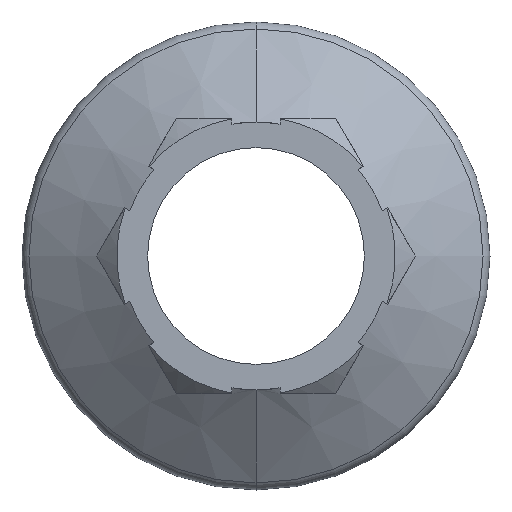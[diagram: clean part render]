
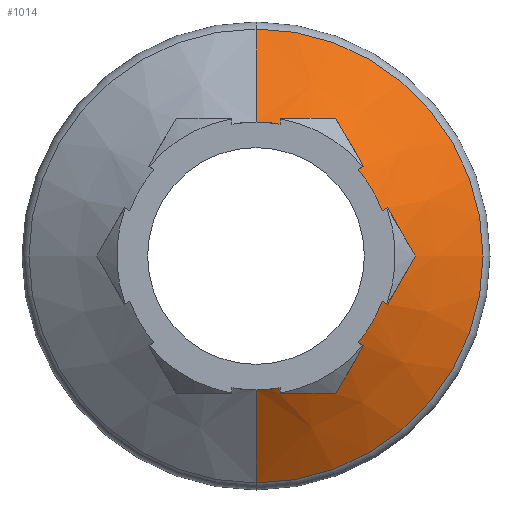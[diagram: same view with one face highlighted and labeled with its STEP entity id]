
A CAD part, front view. The second image highlights one B-rep face of the part: STEP entity #1014.
In plain terms, the highlighted conical face has half-angle 55 degrees and reference radius 4.504 mm.
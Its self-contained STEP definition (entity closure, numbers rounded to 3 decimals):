
#120=CARTESIAN_POINT('',(0.6,4.758,3.288));
#121=CARTESIAN_POINT('',(0.6,4.775,3.314));
#122=CARTESIAN_POINT('',(0.6,4.811,3.365));
#123=CARTESIAN_POINT('',(0.6,4.846,3.416));
#124=CARTESIAN_POINT('',(0.6,4.864,3.442));
#132=CARTESIAN_POINT('',(0.,4.758,0.));
#133=DIRECTION('',(0.,1.,0.));
#134=DIRECTION('',(0.,0.,1.));
#135=AXIS2_PLACEMENT_3D('',#132,#133,#134);
#137=CARTESIAN_POINT('',(0.,4.758,0.));
#138=DIRECTION('',(0.,1.,0.));
#139=DIRECTION('',(0.18,0.,-0.984));
#140=AXIS2_PLACEMENT_3D('',#137,#138,#139);
#142=CARTESIAN_POINT('',(0.,4.758,0.));
#143=DIRECTION('',(0.,1.,0.));
#144=DIRECTION('',(0.942,0.,-0.336));
#145=AXIS2_PLACEMENT_3D('',#142,#143,#144);
#147=CARTESIAN_POINT('',(0.,4.758,0.));
#148=DIRECTION('',(0.,1.,0.));
#149=DIRECTION('',(0.762,0.,0.647));
#150=AXIS2_PLACEMENT_3D('',#147,#148,#149);
#152=CARTESIAN_POINT('',(1.988,5.201,3.442));
#153=CARTESIAN_POINT('',(1.864,5.157,3.442));
#154=CARTESIAN_POINT('',(1.622,5.079,3.442));
#155=CARTESIAN_POINT('',(1.276,4.985,3.442));
#156=CARTESIAN_POINT('',(0.936,4.912,3.442));
#157=CARTESIAN_POINT('',(0.712,4.878,3.442));
#158=CARTESIAN_POINT('',(0.6,4.864,3.442));
#196=CARTESIAN_POINT('',(3.975,5.201,0.));
#197=CARTESIAN_POINT('',(3.913,5.157,0.108));
#198=CARTESIAN_POINT('',(3.791,5.078,0.318));
#199=CARTESIAN_POINT('',(3.618,4.984,0.618));
#200=CARTESIAN_POINT('',(3.449,4.912,0.912));
#201=CARTESIAN_POINT('',(3.337,4.877,1.105));
#202=CARTESIAN_POINT('',(3.281,4.864,1.202));
#216=CARTESIAN_POINT('',(2.681,4.864,2.241));
#217=CARTESIAN_POINT('',(2.626,4.877,2.337));
#218=CARTESIAN_POINT('',(2.514,4.912,2.531));
#219=CARTESIAN_POINT('',(2.344,4.984,2.824));
#220=CARTESIAN_POINT('',(2.171,5.078,3.124));
#221=CARTESIAN_POINT('',(2.05,5.157,3.335));
#222=CARTESIAN_POINT('',(1.988,5.201,3.442));
#240=CARTESIAN_POINT('',(1.988,5.201,-3.442));
#241=CARTESIAN_POINT('',(2.05,5.157,-3.335));
#242=CARTESIAN_POINT('',(2.171,5.078,-3.124));
#243=CARTESIAN_POINT('',(2.344,4.984,-2.824));
#244=CARTESIAN_POINT('',(2.514,4.912,-2.531));
#245=CARTESIAN_POINT('',(2.626,4.877,-2.337));
#246=CARTESIAN_POINT('',(2.681,4.864,-2.241));
#260=CARTESIAN_POINT('',(3.281,4.864,-1.202));
#261=CARTESIAN_POINT('',(3.337,4.877,-1.105));
#262=CARTESIAN_POINT('',(3.449,4.912,-0.912));
#263=CARTESIAN_POINT('',(3.618,4.984,-0.618));
#264=CARTESIAN_POINT('',(3.791,5.078,-0.318));
#265=CARTESIAN_POINT('',(3.913,5.157,-0.108));
#266=CARTESIAN_POINT('',(3.975,5.201,0.));
#284=CARTESIAN_POINT('',(0.6,4.864,-3.442));
#285=CARTESIAN_POINT('',(0.712,4.878,-3.442));
#286=CARTESIAN_POINT('',(0.938,4.912,-3.442));
#287=CARTESIAN_POINT('',(1.279,4.985,-3.442));
#288=CARTESIAN_POINT('',(1.624,5.08,-3.442));
#289=CARTESIAN_POINT('',(1.865,5.158,-3.442));
#290=CARTESIAN_POINT('',(1.988,5.201,-3.442));
#328=CARTESIAN_POINT('',(0.6,4.864,-3.442));
#329=CARTESIAN_POINT('',(0.6,4.846,-3.416));
#330=CARTESIAN_POINT('',(0.6,4.811,-3.365));
#331=CARTESIAN_POINT('',(0.6,4.775,-3.314));
#332=CARTESIAN_POINT('',(0.6,4.758,-3.288));
#363=DIRECTION('',(0.,0.574,-0.819));
#364=VECTOR('',#363,2.836);
#365=CARTESIAN_POINT('',(0.,4.758,-3.342));
#366=LINE('',#365,#364);
#367=DIRECTION('',(0.,0.574,0.819));
#368=VECTOR('',#367,2.836);
#369=CARTESIAN_POINT('',(0.,4.758,3.342));
#370=LINE('',#369,#368);
#555=CARTESIAN_POINT('',(0.,6.384,0.));
#556=DIRECTION('',(0.,-1.,0.));
#557=DIRECTION('',(0.,0.,-1.));
#558=AXIS2_PLACEMENT_3D('',#555,#556,#557);
#608=CARTESIAN_POINT('',(2.548,4.758,-2.164));
#609=CARTESIAN_POINT('',(2.57,4.775,-2.176));
#610=CARTESIAN_POINT('',(2.614,4.811,-2.202));
#611=CARTESIAN_POINT('',(2.659,4.846,-2.228));
#612=CARTESIAN_POINT('',(2.681,4.864,-2.241));
#624=CARTESIAN_POINT('',(3.281,4.864,-1.202));
#625=CARTESIAN_POINT('',(3.259,4.846,-1.189));
#626=CARTESIAN_POINT('',(3.214,4.811,-1.163));
#627=CARTESIAN_POINT('',(3.17,4.775,-1.137));
#628=CARTESIAN_POINT('',(3.148,4.758,-1.124));
#640=CARTESIAN_POINT('',(3.148,4.758,1.124));
#641=CARTESIAN_POINT('',(3.17,4.775,1.137));
#642=CARTESIAN_POINT('',(3.214,4.811,1.163));
#643=CARTESIAN_POINT('',(3.259,4.846,1.189));
#644=CARTESIAN_POINT('',(3.281,4.864,1.202));
#656=CARTESIAN_POINT('',(2.681,4.864,2.241));
#657=CARTESIAN_POINT('',(2.659,4.846,2.228));
#658=CARTESIAN_POINT('',(2.614,4.811,2.202));
#659=CARTESIAN_POINT('',(2.57,4.775,2.176));
#660=CARTESIAN_POINT('',(2.548,4.758,2.164));
#734=CARTESIAN_POINT('',(0.,6.384,-5.665));
#736=VERTEX_POINT('',#734);
#738=CARTESIAN_POINT('',(0.,6.384,5.665));
#740=VERTEX_POINT('',#738);
#746=VERTEX_POINT('',#152);
#747=VERTEX_POINT('',#158);
#749=VERTEX_POINT('',#196);
#750=VERTEX_POINT('',#202);
#751=VERTEX_POINT('',#216);
#752=VERTEX_POINT('',#240);
#753=VERTEX_POINT('',#246);
#754=VERTEX_POINT('',#260);
#755=VERTEX_POINT('',#284);
#766=VERTEX_POINT('',#640);
#767=CARTESIAN_POINT('',(2.548,4.758,2.164));
#768=VERTEX_POINT('',#767);
#769=VERTEX_POINT('',#608);
#770=CARTESIAN_POINT('',(3.148,4.758,-1.124));
#771=VERTEX_POINT('',#770);
#772=VERTEX_POINT('',#120);
#773=CARTESIAN_POINT('',(0.,4.758,3.342));
#774=VERTEX_POINT('',#773);
#778=CARTESIAN_POINT('',(0.6,4.758,-3.288));
#779=CARTESIAN_POINT('',(0.,4.758,-3.342));
#780=VERTEX_POINT('',#778);
#781=VERTEX_POINT('',#779);
#970=CARTESIAN_POINT('',(0.,5.571,0.));
#971=DIRECTION('',(0.,1.,0.));
#972=DIRECTION('',(0.,0.,-1.));
#973=AXIS2_PLACEMENT_3D('',#970,#971,#972);
#974=CONICAL_SURFACE('',#973,4.504,55.);
#976=ORIENTED_EDGE('',*,*,#975,.T.);
#977=ORIENTED_EDGE('',*,*,#959,.F.);
#979=ORIENTED_EDGE('',*,*,#978,.F.);
#981=ORIENTED_EDGE('',*,*,#980,.T.);
#983=ORIENTED_EDGE('',*,*,#982,.F.);
#985=ORIENTED_EDGE('',*,*,#984,.F.);
#987=ORIENTED_EDGE('',*,*,#986,.F.);
#989=ORIENTED_EDGE('',*,*,#988,.F.);
#991=ORIENTED_EDGE('',*,*,#990,.T.);
#993=ORIENTED_EDGE('',*,*,#992,.T.);
#995=ORIENTED_EDGE('',*,*,#994,.F.);
#997=ORIENTED_EDGE('',*,*,#996,.F.);
#999=ORIENTED_EDGE('',*,*,#998,.F.);
#1001=ORIENTED_EDGE('',*,*,#1000,.T.);
#1003=ORIENTED_EDGE('',*,*,#1002,.T.);
#1005=ORIENTED_EDGE('',*,*,#1004,.F.);
#1007=ORIENTED_EDGE('',*,*,#1006,.F.);
#1009=ORIENTED_EDGE('',*,*,#1008,.F.);
#1011=ORIENTED_EDGE('',*,*,#1010,.T.);
#1012=EDGE_LOOP('',(#976,#977,#979,#981,#983,#985,#987,#989,#991,#993,#995,#997,
#999,#1001,#1003,#1005,#1007,#1009,#1011));
#1013=FACE_OUTER_BOUND('',#1012,.F.);
#1014=ADVANCED_FACE('',(#1013),#974,.T.);
#125=B_SPLINE_CURVE_WITH_KNOTS('',3,(#120,#121,#122,#123,#124),.UNSPECIFIED.,
.F.,.F.,(4,1,4),(0.,0.5,1.),.UNSPECIFIED.);
#136=CIRCLE('',#135,3.342);
#141=CIRCLE('',#140,3.342);
#146=CIRCLE('',#145,3.342);
#151=CIRCLE('',#150,3.342);
#159=B_SPLINE_CURVE_WITH_KNOTS('',3,(#152,#153,#154,#155,#156,#157,#158),
.UNSPECIFIED.,.F.,.F.,(4,1,1,1,4),(0.,0.25,0.5,0.75,1.),
.UNSPECIFIED.);
#203=B_SPLINE_CURVE_WITH_KNOTS('',3,(#196,#197,#198,#199,#200,#201,#202),
.UNSPECIFIED.,.F.,.F.,(4,1,1,1,4),(0.,0.25,0.5,0.75,1.),
.UNSPECIFIED.);
#223=B_SPLINE_CURVE_WITH_KNOTS('',3,(#216,#217,#218,#219,#220,#221,#222),
.UNSPECIFIED.,.F.,.F.,(4,1,1,1,4),(0.,0.25,0.5,0.75,1.),
.UNSPECIFIED.);
#247=B_SPLINE_CURVE_WITH_KNOTS('',3,(#240,#241,#242,#243,#244,#245,#246),
.UNSPECIFIED.,.F.,.F.,(4,1,1,1,4),(0.,0.25,0.5,0.75,1.),
.UNSPECIFIED.);
#267=B_SPLINE_CURVE_WITH_KNOTS('',3,(#260,#261,#262,#263,#264,#265,#266),
.UNSPECIFIED.,.F.,.F.,(4,1,1,1,4),(0.,0.25,0.5,0.75,1.),
.UNSPECIFIED.);
#291=B_SPLINE_CURVE_WITH_KNOTS('',3,(#284,#285,#286,#287,#288,#289,#290),
.UNSPECIFIED.,.F.,.F.,(4,1,1,1,4),(0.,0.25,0.5,0.75,1.),
.UNSPECIFIED.);
#333=B_SPLINE_CURVE_WITH_KNOTS('',3,(#328,#329,#330,#331,#332),.UNSPECIFIED.,
.F.,.F.,(4,1,4),(0.,0.5,1.),.UNSPECIFIED.);
#559=CIRCLE('',#558,5.665);
#613=B_SPLINE_CURVE_WITH_KNOTS('',3,(#608,#609,#610,#611,#612),.UNSPECIFIED.,
.F.,.F.,(4,1,4),(0.,0.5,1.),.UNSPECIFIED.);
#629=B_SPLINE_CURVE_WITH_KNOTS('',3,(#624,#625,#626,#627,#628),.UNSPECIFIED.,
.F.,.F.,(4,1,4),(0.,0.5,1.),.UNSPECIFIED.);
#645=B_SPLINE_CURVE_WITH_KNOTS('',3,(#640,#641,#642,#643,#644),.UNSPECIFIED.,
.F.,.F.,(4,1,4),(0.,0.5,1.),.UNSPECIFIED.);
#661=B_SPLINE_CURVE_WITH_KNOTS('',3,(#656,#657,#658,#659,#660),.UNSPECIFIED.,
.F.,.F.,(4,1,4),(0.,0.5,1.),.UNSPECIFIED.);
#959=EDGE_CURVE('',#772,#747,#125,.T.);
#975=EDGE_CURVE('',#746,#747,#159,.T.);
#978=EDGE_CURVE('',#774,#772,#136,.T.);
#980=EDGE_CURVE('',#774,#740,#370,.T.);
#982=EDGE_CURVE('',#736,#740,#559,.T.);
#984=EDGE_CURVE('',#781,#736,#366,.T.);
#986=EDGE_CURVE('',#780,#781,#141,.T.);
#988=EDGE_CURVE('',#755,#780,#333,.T.);
#990=EDGE_CURVE('',#755,#752,#291,.T.);
#992=EDGE_CURVE('',#752,#753,#247,.T.);
#994=EDGE_CURVE('',#769,#753,#613,.T.);
#996=EDGE_CURVE('',#771,#769,#146,.T.);
#998=EDGE_CURVE('',#754,#771,#629,.T.);
#1000=EDGE_CURVE('',#754,#749,#267,.T.);
#1002=EDGE_CURVE('',#749,#750,#203,.T.);
#1004=EDGE_CURVE('',#766,#750,#645,.T.);
#1006=EDGE_CURVE('',#768,#766,#151,.T.);
#1008=EDGE_CURVE('',#751,#768,#661,.T.);
#1010=EDGE_CURVE('',#751,#746,#223,.T.);
